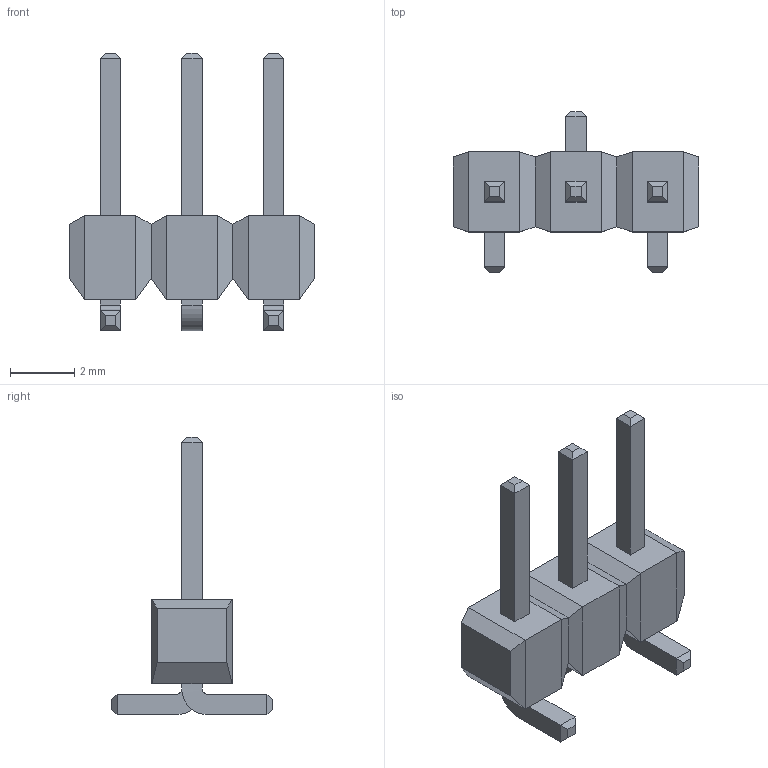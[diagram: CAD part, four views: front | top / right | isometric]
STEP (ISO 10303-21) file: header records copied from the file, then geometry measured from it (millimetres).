
FILE_DESCRIPTION(('STEP AP214'),'1');
FILE_NAME('CONN_1241150-3_TYCO-M','2018-03-31T18:43:38',(''),(''),'','','');
FILE_SCHEMA(('AUTOMOTIVE_DESIGN'));
Length unit declared in the file: millimetre
Products named in the file (1): product
Bounding box: 7.62 x 4.98 x 8.61 mm (x, y, z)
Surface area: 151.8 mm2 (no closed solid volume)
Topology: 0 solids, 110 shells, 110 faces, 464 edges, 464 vertices
Faces by surface type: plane 104, cylinder 6
Entity records: 5249 total; most frequent: CARTESIAN_POINT 1039, VERTEX_POINT 928, DIRECTION 710, ORIENTED_EDGE 464, EDGE_CURVE 464, LINE 440, VECTOR 440, AXIS2_PLACEMENT_3D 135
